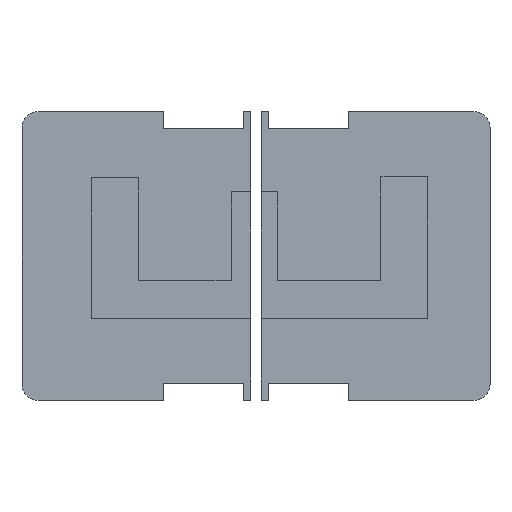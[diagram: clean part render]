
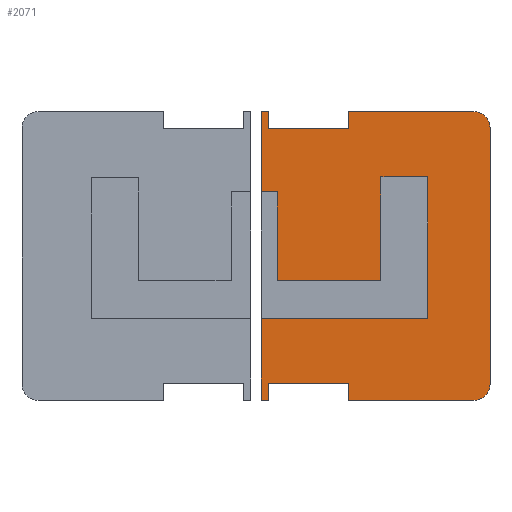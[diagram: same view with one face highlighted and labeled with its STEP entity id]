
A CAD part, top view. The second image highlights one B-rep face of the part: STEP entity #2071.
In plain terms, the highlighted planar face has unit normal (0, 0, 1).
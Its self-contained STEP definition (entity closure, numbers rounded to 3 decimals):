
#19=CIRCLE('',#2189,3.);
#20=CIRCLE('',#2192,3.);
#145=FACE_OUTER_BOUND('',#255,.T.);
#255=EDGE_LOOP('',(#1701,#1702,#1703,#1704,#1705,#1706,#1707,#1708,#1709,
#1710,#1711,#1712,#1713,#1714,#1715,#1716,#1717,#1718,#1719,#1720,#1721,
#1722));
#423=LINE('',#3312,#689);
#427=LINE('',#3320,#693);
#432=LINE('',#3328,#698);
#435=LINE('',#3336,#701);
#438=LINE('',#3342,#704);
#441=LINE('',#3348,#707);
#444=LINE('',#3354,#710);
#447=LINE('',#3358,#713);
#449=LINE('',#3362,#715);
#451=LINE('',#3367,#717);
#453=LINE('',#3371,#719);
#455=LINE('',#3375,#721);
#457=LINE('',#3378,#723);
#458=LINE('',#3381,#724);
#460=LINE('',#3385,#726);
#462=LINE('',#3389,#728);
#464=LINE('',#3393,#730);
#466=LINE('',#3397,#732);
#469=LINE('',#3405,#735);
#472=LINE('',#3412,#738);
#689=VECTOR('',#2466,10.);
#693=VECTOR('',#2470,10.);
#698=VECTOR('',#2477,10.);
#701=VECTOR('',#2482,10.);
#704=VECTOR('',#2487,10.);
#707=VECTOR('',#2492,10.);
#710=VECTOR('',#2497,10.);
#713=VECTOR('',#2502,10.);
#715=VECTOR('',#2508,10.);
#717=VECTOR('',#2512,10.);
#719=VECTOR('',#2516,10.);
#721=VECTOR('',#2520,10.);
#723=VECTOR('',#2524,10.);
#724=VECTOR('',#2527,10.);
#726=VECTOR('',#2531,10.);
#728=VECTOR('',#2535,10.);
#730=VECTOR('',#2539,10.);
#732=VECTOR('',#2543,10.);
#735=VECTOR('',#2552,10.);
#738=VECTOR('',#2561,10.);
#929=VERTEX_POINT('',#3309);
#930=VERTEX_POINT('',#3311);
#933=VERTEX_POINT('',#3317);
#934=VERTEX_POINT('',#3319);
#936=VERTEX_POINT('',#3326);
#939=VERTEX_POINT('',#3333);
#940=VERTEX_POINT('',#3335);
#942=VERTEX_POINT('',#3341);
#944=VERTEX_POINT('',#3347);
#946=VERTEX_POINT('',#3353);
#947=VERTEX_POINT('',#3364);
#948=VERTEX_POINT('',#3366);
#949=VERTEX_POINT('',#3370);
#950=VERTEX_POINT('',#3374);
#951=VERTEX_POINT('',#3380);
#952=VERTEX_POINT('',#3384);
#953=VERTEX_POINT('',#3388);
#954=VERTEX_POINT('',#3392);
#955=VERTEX_POINT('',#3396);
#956=VERTEX_POINT('',#3400);
#957=VERTEX_POINT('',#3404);
#958=VERTEX_POINT('',#3408);
#1173=EDGE_CURVE('',#930,#929,#423,.T.);
#1177=EDGE_CURVE('',#934,#933,#427,.T.);
#1182=EDGE_CURVE('',#933,#936,#432,.T.);
#1185=EDGE_CURVE('',#940,#939,#435,.T.);
#1188=EDGE_CURVE('',#942,#940,#438,.T.);
#1191=EDGE_CURVE('',#944,#942,#441,.T.);
#1194=EDGE_CURVE('',#946,#944,#444,.T.);
#1197=EDGE_CURVE('',#936,#946,#447,.T.);
#1199=EDGE_CURVE('',#939,#930,#449,.T.);
#1201=EDGE_CURVE('',#948,#947,#451,.T.);
#1203=EDGE_CURVE('',#949,#948,#453,.T.);
#1205=EDGE_CURVE('',#950,#949,#455,.T.);
#1207=EDGE_CURVE('',#929,#950,#457,.T.);
#1208=EDGE_CURVE('',#951,#934,#458,.T.);
#1210=EDGE_CURVE('',#952,#951,#460,.T.);
#1212=EDGE_CURVE('',#953,#952,#462,.T.);
#1214=EDGE_CURVE('',#954,#953,#464,.T.);
#1216=EDGE_CURVE('',#955,#954,#466,.T.);
#1218=EDGE_CURVE('',#956,#955,#19,.T.);
#1220=EDGE_CURVE('',#957,#956,#469,.T.);
#1222=EDGE_CURVE('',#958,#957,#20,.T.);
#1224=EDGE_CURVE('',#947,#958,#472,.T.);
#1701=ORIENTED_EDGE('',*,*,#1199,.T.);
#1702=ORIENTED_EDGE('',*,*,#1173,.T.);
#1703=ORIENTED_EDGE('',*,*,#1207,.T.);
#1704=ORIENTED_EDGE('',*,*,#1205,.T.);
#1705=ORIENTED_EDGE('',*,*,#1203,.T.);
#1706=ORIENTED_EDGE('',*,*,#1201,.T.);
#1707=ORIENTED_EDGE('',*,*,#1224,.T.);
#1708=ORIENTED_EDGE('',*,*,#1222,.T.);
#1709=ORIENTED_EDGE('',*,*,#1220,.T.);
#1710=ORIENTED_EDGE('',*,*,#1218,.T.);
#1711=ORIENTED_EDGE('',*,*,#1216,.T.);
#1712=ORIENTED_EDGE('',*,*,#1214,.T.);
#1713=ORIENTED_EDGE('',*,*,#1212,.T.);
#1714=ORIENTED_EDGE('',*,*,#1210,.T.);
#1715=ORIENTED_EDGE('',*,*,#1208,.T.);
#1716=ORIENTED_EDGE('',*,*,#1177,.T.);
#1717=ORIENTED_EDGE('',*,*,#1182,.T.);
#1718=ORIENTED_EDGE('',*,*,#1197,.T.);
#1719=ORIENTED_EDGE('',*,*,#1194,.T.);
#1720=ORIENTED_EDGE('',*,*,#1191,.T.);
#1721=ORIENTED_EDGE('',*,*,#1188,.T.);
#1722=ORIENTED_EDGE('',*,*,#1185,.T.);
#1963=PLANE('',#2194);
#2071=ADVANCED_FACE('',(#145),#1963,.T.);
#2189=AXIS2_PLACEMENT_3D('',#3401,#2547,#2548);
#2192=AXIS2_PLACEMENT_3D('',#3409,#2556,#2557);
#2194=AXIS2_PLACEMENT_3D('',#3413,#2562,#2563);
#2466=DIRECTION('',(0.,-1.,0.));
#2470=DIRECTION('',(0.,-1.,0.));
#2477=DIRECTION('',(1.,0.,0.));
#2482=DIRECTION('',(0.,-1.,0.));
#2487=DIRECTION('',(1.,0.,0.));
#2492=DIRECTION('',(0.,1.,0.));
#2497=DIRECTION('',(1.,0.,0.));
#2502=DIRECTION('',(0.,-1.,0.));
#2508=DIRECTION('',(-1.,0.,0.));
#2512=DIRECTION('',(0.,-1.,0.));
#2516=DIRECTION('',(1.,0.,0.));
#2520=DIRECTION('',(0.,1.,0.));
#2524=DIRECTION('',(1.,0.,0.));
#2527=DIRECTION('',(-1.,0.,0.));
#2531=DIRECTION('',(0.,1.,0.));
#2535=DIRECTION('',(-1.,0.,0.));
#2539=DIRECTION('',(0.,-1.,0.));
#2543=DIRECTION('',(-1.,0.,0.));
#2547=DIRECTION('center_axis',(0.,0.,1.));
#2548=DIRECTION('ref_axis',(1.,0.,0.));
#2552=DIRECTION('',(0.,1.,0.));
#2556=DIRECTION('center_axis',(0.,0.,1.));
#2557=DIRECTION('ref_axis',(0.,-1.,0.));
#2561=DIRECTION('',(1.,0.,0.));
#2562=DIRECTION('center_axis',(0.,0.,1.));
#2563=DIRECTION('ref_axis',(1.,0.,0.));
#3309=CARTESIAN_POINT('',(44.8,0.,0.6));
#3311=CARTESIAN_POINT('',(44.8,15.334,0.6));
#3312=CARTESIAN_POINT('',(44.8,54.,0.6));
#3317=CARTESIAN_POINT('',(44.8,39.006,0.6));
#3319=CARTESIAN_POINT('',(44.8,54.,0.6));
#3320=CARTESIAN_POINT('',(44.8,54.,0.6));
#3326=CARTESIAN_POINT('',(47.804,39.006,0.6));
#3328=CARTESIAN_POINT('',(57.002,39.006,0.6));
#3333=CARTESIAN_POINT('',(75.929,15.334,0.6));
#3335=CARTESIAN_POINT('',(75.929,41.815,0.6));
#3336=CARTESIAN_POINT('',(75.929,21.167,0.6));
#3341=CARTESIAN_POINT('',(67.189,41.815,0.6));
#3342=CARTESIAN_POINT('',(71.065,41.815,0.6));
#3347=CARTESIAN_POINT('',(67.189,22.372,0.6));
#3348=CARTESIAN_POINT('',(67.189,34.407,0.6));
#3353=CARTESIAN_POINT('',(47.804,22.372,0.6));
#3354=CARTESIAN_POINT('',(66.695,22.372,0.6));
#3358=CARTESIAN_POINT('',(47.804,24.686,0.6));
#3362=CARTESIAN_POINT('',(39.565,15.334,0.6));
#3364=CARTESIAN_POINT('',(61.2,0.,0.6));
#3366=CARTESIAN_POINT('',(61.2,3.2,0.6));
#3367=CARTESIAN_POINT('',(61.2,0.,0.6));
#3370=CARTESIAN_POINT('',(46.2,3.2,0.6));
#3371=CARTESIAN_POINT('',(61.2,3.2,0.6));
#3374=CARTESIAN_POINT('',(46.2,0.,0.6));
#3375=CARTESIAN_POINT('',(46.2,3.2,0.6));
#3378=CARTESIAN_POINT('',(5.,0.,0.6));
#3380=CARTESIAN_POINT('',(46.2,54.,0.6));
#3381=CARTESIAN_POINT('',(84.6,54.,0.6));
#3384=CARTESIAN_POINT('',(46.2,50.8,0.6));
#3385=CARTESIAN_POINT('',(46.2,50.8,0.6));
#3388=CARTESIAN_POINT('',(61.2,50.8,0.6));
#3389=CARTESIAN_POINT('',(61.2,50.8,0.6));
#3392=CARTESIAN_POINT('',(61.2,54.,0.6));
#3393=CARTESIAN_POINT('',(61.2,54.,0.6));
#3396=CARTESIAN_POINT('',(84.6,54.,0.6));
#3397=CARTESIAN_POINT('',(84.6,54.,0.6));
#3400=CARTESIAN_POINT('',(87.6,51.,0.6));
#3401=CARTESIAN_POINT('Origin',(84.6,51.,0.6));
#3404=CARTESIAN_POINT('',(87.6,3.,0.6));
#3405=CARTESIAN_POINT('',(87.6,3.,0.6));
#3408=CARTESIAN_POINT('',(84.6,0.,0.6));
#3409=CARTESIAN_POINT('Origin',(84.6,3.,0.6));
#3412=CARTESIAN_POINT('',(5.,0.,0.6));
#3413=CARTESIAN_POINT('Origin',(66.2,27.,0.6));
